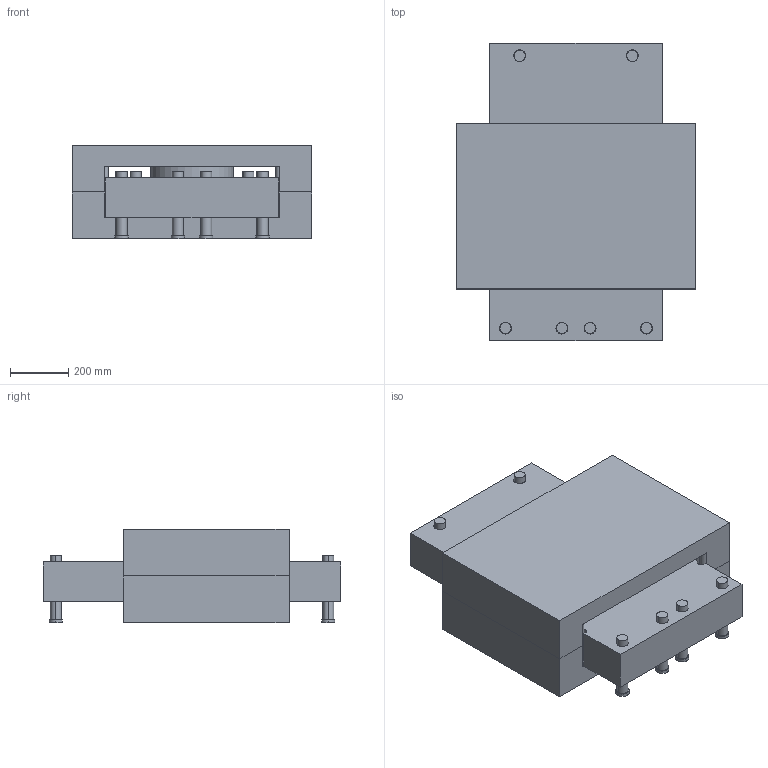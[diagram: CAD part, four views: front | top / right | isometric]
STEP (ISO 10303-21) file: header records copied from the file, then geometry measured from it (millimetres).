
FILE_DESCRIPTION((''),'2;1');
FILE_NAME('NICHOLAS_2_ASM','2017-05-10T',('TOOan'),(''),'CREO PARAMETRIC BY PTC INC, 2016260','CREO PARAMETRIC BY PTC INC, 2016260','');
FILE_SCHEMA(('CONFIG_CONTROL_DESIGN','GEOMETRIC_VALIDATION_PROPERTIES_MIM'));
Length unit declared in the file: millimetre
Products named in the file (11): A_C68F57174_1_1; A_C68F57174_1_2; A_C68F57174_1_3; A_C68F57174_1_4; A_C68F57174_1_5; A_C68F57174_1_6; A_C68F57174_1_7; A_C68F57174_1_8; A_C68F57174_1_9; A_C68F57174_1_ASM; NICHOLAS_2_ASM
Assembly tree (10 placements, depth 3):
  NICHOLAS_2_ASM
    A_C68F57174_1_ASM
      A_C68F57174_1_1
      A_C68F57174_1_2
      A_C68F57174_1_3
      A_C68F57174_1_4
      A_C68F57174_1_5
      A_C68F57174_1_6
      A_C68F57174_1_7
      A_C68F57174_1_8
      A_C68F57174_1_9
Bounding box: 822.96 x 1021.21 x 320.2 mm (x, y, z)
Volume: 171882391.6 mm3; surface area: 4929079.1 mm2
Topology: 9 solids, 9 shells, 108 faces, 246 edges, 164 vertices
Faces by surface type: cylinder 60, plane 48
Entity records: 4612 total; most frequent: DIRECTION 642, CARTESIAN_POINT 578, ORIENTED_EDGE 492, AXIS2_PLACEMENT_3D 258, EDGE_CURVE 246, VERTEX_POINT 164, EDGE_LOOP 130, VECTOR 126
